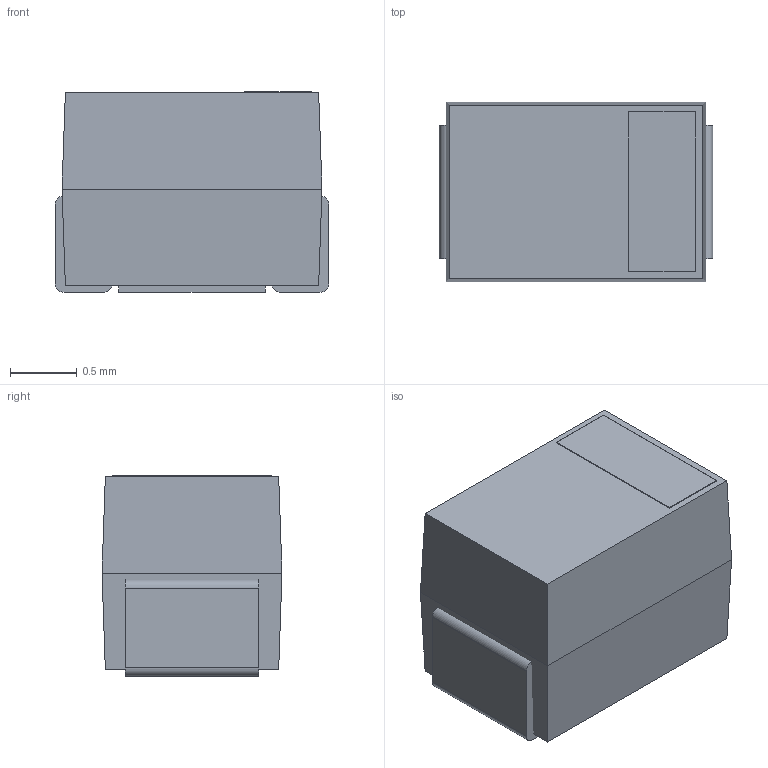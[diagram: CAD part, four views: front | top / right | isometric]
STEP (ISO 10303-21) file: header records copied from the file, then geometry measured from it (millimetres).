
FILE_DESCRIPTION(/* description */ ('STEP AP214'),/* implementation_level */ '2;1');
FILE_NAME(/* name */ '6058bb5cfb41d2112d9dc45c',/* time_stamp */ '2021-03-22T15:44:29+00:00',/* author */ (''),/* organization */ (''),/* preprocessor_version */ 'ST-DEVELOPER v18.1',/* originating_system */ ' ',/* authorisation */ ' ');
FILE_SCHEMA (('AUTOMOTIVE_DESIGN {1 0 10303 214 3 1 1}'));
Length unit declared in the file: metre
Products named in the file (4): Anode Marking; Anode Pin; Cathode Pin; Body
Bounding box: 2.05 x 1.35 x 1.51 mm (x, y, z)
Volume: 4 mm3; surface area: 21.9 mm2
Topology: 4 solids, 4 shells, 51 faces, 122 edges, 80 vertices
Faces by surface type: plane 39, cylinder 12
Entity records: 1575 total; most frequent: CARTESIAN_POINT 257, DIRECTION 256, ORIENTED_EDGE 244, EDGE_CURVE 122, LINE 98, VECTOR 98, VERTEX_POINT 80, AXIS2_PLACEMENT_3D 79
